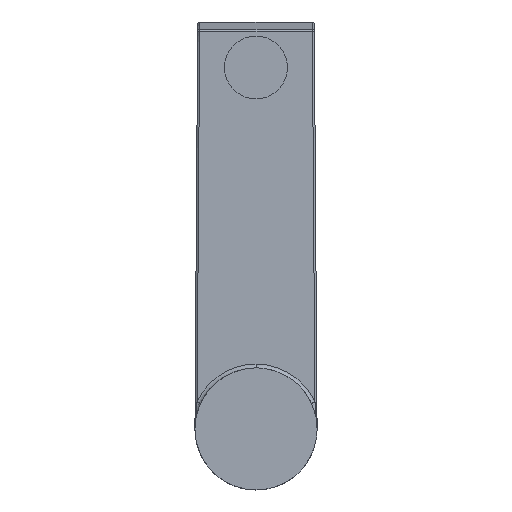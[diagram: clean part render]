
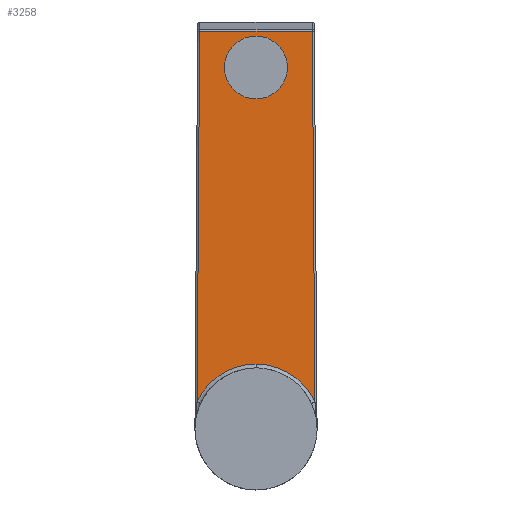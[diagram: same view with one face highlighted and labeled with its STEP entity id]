
A CAD part, front view. The second image highlights one B-rep face of the part: STEP entity #3258.
In plain terms, the highlighted planar face has unit normal (0, -1, 0).
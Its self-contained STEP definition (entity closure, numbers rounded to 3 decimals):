
#5 = CARTESIAN_POINT ( 'NONE',  ( 1.223, 245.7, 25.741 ) ) ;
#125 = CARTESIAN_POINT ( 'NONE',  ( 8.403, 245.7, 24.362 ) ) ;
#134 = CARTESIAN_POINT ( 'NONE',  ( 0., 245.7, 25.741 ) ) ;
#261 = CARTESIAN_POINT ( 'NONE',  ( -22.376, 245.7, 157.852 ) ) ;
#276 = VERTEX_POINT ( 'NONE', #2012 ) ;
#388 = VECTOR ( 'NONE', #1126, 1000. ) ;
#467 = VERTEX_POINT ( 'NONE', #261 ) ;
#478 = EDGE_CURVE ( 'NONE', #3323, #3501, #1926, .T. ) ;
#479 = EDGE_LOOP ( 'NONE', ( #2864, #1664, #557, #3848, #3112 ) ) ;
#533 = CIRCLE ( 'NONE', #2164, 12.5 ) ;
#543 = EDGE_CURVE ( 'NONE', #3323, #467, #2872, .T. ) ;
#557 = ORIENTED_EDGE ( 'NONE', *, *, #478, .T. ) ;
#665 = CARTESIAN_POINT ( 'NONE',  ( 0., 245.7, 157.852 ) ) ;
#683 = CARTESIAN_POINT ( 'NONE',  ( 4.862, 245.7, 25.308 ) ) ;
#690 = AXIS2_PLACEMENT_3D ( 'NONE', #2798, #3114, #1302 ) ;
#697 = PLANE ( 'NONE',  #690 ) ;
#719 = CARTESIAN_POINT ( 'NONE',  ( 0., 245.7, 25.741 ) ) ;
#789 = DIRECTION ( 'NONE',  ( 0., 0., 1. ) ) ;
#805 = CARTESIAN_POINT ( 'NONE',  ( 14.907, 245.7, 21.022 ) ) ;
#808 = DIRECTION ( 'NONE',  ( 0., -1., 0. ) ) ;
#840 = CARTESIAN_POINT ( 'NONE',  ( -0.002, 245.7, 143.524 ) ) ;
#839 = FACE_BOUND ( 'NONE', #856, .T. ) ;
#843 = CARTESIAN_POINT ( 'NONE',  ( -22.276, 245.7, 12.962 ) ) ;
#856 = EDGE_LOOP ( 'NONE', ( #1711, #3838 ) ) ;
#857 = CARTESIAN_POINT ( 'NONE',  ( -22.865, 245.7, 11.893 ) ) ;
#910 = CARTESIAN_POINT ( 'NONE',  ( -23.377, 245.7, 10.782 ) ) ;
#952 = DIRECTION ( 'NONE',  ( 0., 0., 1. ) ) ;
#953 = CARTESIAN_POINT ( 'NONE',  ( -20.946, 245.7, 15.015 ) ) ;
#966 = CARTESIAN_POINT ( 'NONE',  ( -20.211, 245.7, 15.991 ) ) ;
#979 = CARTESIAN_POINT ( 'NONE',  ( -18.604, 245.7, 17.834 ) ) ;
#985 = CARTESIAN_POINT ( 'NONE',  ( -23.377, 245.7, 10.782 ) ) ;
#997 = CARTESIAN_POINT ( 'NONE',  ( -17.739, 245.7, 18.695 ) ) ;
#1012 = CARTESIAN_POINT ( 'NONE',  ( -15.886, 245.7, 20.293 ) ) ;
#1016 = CARTESIAN_POINT ( 'NONE',  ( -14.907, 245.7, 21.022 ) ) ;
#1026 = DIRECTION ( 'NONE',  ( -0.007, 0., 1. ) ) ;
#1031 = CARTESIAN_POINT ( 'NONE',  ( -12.847, 245.7, 22.341 ) ) ;
#1043 = CARTESIAN_POINT ( 'NONE',  ( -11.774, 245.7, 22.924 ) ) ;
#1056 = CARTESIAN_POINT ( 'NONE',  ( -9.548, 245.7, 23.937 ) ) ;
#1069 = CARTESIAN_POINT ( 'NONE',  ( -8.403, 245.7, 24.362 ) ) ;
#1100 = CARTESIAN_POINT ( 'NONE',  ( 17.739, 245.7, 18.695 ) ) ;
#1108 = CARTESIAN_POINT ( 'NONE',  ( -6.056, 245.7, 25.049 ) ) ;
#1126 = DIRECTION ( 'NONE',  ( 0.007, 0., 1. ) ) ;
#1144 = CARTESIAN_POINT ( 'NONE',  ( -4.862, 245.7, 25.308 ) ) ;
#1162 = CARTESIAN_POINT ( 'NONE',  ( -2.441, 245.7, 25.655 ) ) ;
#1189 = CARTESIAN_POINT ( 'NONE',  ( -1.224, 245.7, 25.741 ) ) ;
#1221 = DIRECTION ( 'NONE',  ( 0., -1., 0. ) ) ;
#1222 = VECTOR ( 'NONE', #1026, 1000. ) ;
#1248 = EDGE_CURVE ( 'NONE', #2343, #467, #2545, .T. ) ;
#1268 = CARTESIAN_POINT ( 'NONE',  ( -0.002, 245.7, 143.524 ) ) ;
#1302 = DIRECTION ( 'NONE',  ( 0., 0., 1. ) ) ;
#1309 = CARTESIAN_POINT ( 'NONE',  ( 0., 245.7, 25.741 ) ) ;
#1375 = CARTESIAN_POINT ( 'NONE',  ( -22.356, 245.7, 160.817 ) ) ;
#1436 = CARTESIAN_POINT ( 'NONE',  ( 20.211, 245.7, 15.991 ) ) ;
#1466 = CARTESIAN_POINT ( 'NONE',  ( 23.377, 245.7, 10.782 ) ) ;
#1580 = CARTESIAN_POINT ( 'NONE',  ( 2.441, 245.7, 25.654 ) ) ;
#1664 = ORIENTED_EDGE ( 'NONE', *, *, #543, .F. ) ;
#1711 = ORIENTED_EDGE ( 'NONE', *, *, #2375, .F. ) ;
#1728 = CARTESIAN_POINT ( 'NONE',  ( 22.276, 245.7, 12.962 ) ) ;
#1926 = B_SPLINE_CURVE_WITH_KNOTS ( 'NONE', 3,
 ( #910, #857, #843, #953, #966, #979, #997, #1012, #1016, #1031, #1043, #1056, #1069, #1108, #1144, #1162, #1189, #1309 ),
 .UNSPECIFIED., .F., .F.,
 ( 4, 2, 2, 2, 2, 2, 2, 2, 4 ),
 ( 0., 0.125, 0.25, 0.375, 0.5, 0.625, 0.75, 0.875, 1. ),
 .UNSPECIFIED. ) ;
#1960 = CARTESIAN_POINT ( 'NONE',  ( -0.002, 245.7, 156.024 ) ) ;
#2012 = CARTESIAN_POINT ( 'NONE',  ( -0.002, 245.7, 131.024 ) ) ;
#2016 = CARTESIAN_POINT ( 'NONE',  ( 23.377, 245.7, 10.782 ) ) ;
#2022 = LINE ( 'NONE', #2562, #1222 ) ;
#2103 = CARTESIAN_POINT ( 'NONE',  ( 6.056, 245.7, 25.049 ) ) ;
#2150 = DIRECTION ( 'NONE',  ( -1., 0., 0. ) ) ;
#2164 = AXIS2_PLACEMENT_3D ( 'NONE', #1268, #1221, #952 ) ;
#2173 = CARTESIAN_POINT ( 'NONE',  ( 11.774, 245.7, 22.924 ) ) ;
#2343 = VERTEX_POINT ( 'NONE', #2879 ) ;
#2375 = EDGE_CURVE ( 'NONE', #276, #2714, #3609, .T. ) ;
#2422 = EDGE_CURVE ( 'NONE', #3549, #2343, #2022, .T. ) ;
#2501 = AXIS2_PLACEMENT_3D ( 'NONE', #840, #808, #789 ) ;
#2545 = LINE ( 'NONE', #665, #3791 ) ;
#2562 = CARTESIAN_POINT ( 'NONE',  ( 23.377, 245.7, 10.782 ) ) ;
#2592 = EDGE_CURVE ( 'NONE', #2714, #276, #533, .T. ) ;
#2714 = VERTEX_POINT ( 'NONE', #1960 ) ;
#2721 = B_SPLINE_CURVE_WITH_KNOTS ( 'NONE', 3,
 ( #134, #5, #1580, #683, #2103, #125, #3333, #2173, #3044, #805, #2923, #1100, #3233, #1436, #3517, #1728, #3800, #2016 ),
 .UNSPECIFIED., .F., .F.,
 ( 4, 2, 2, 2, 2, 2, 2, 2, 4 ),
 ( 0., 0.125, 0.25, 0.375, 0.5, 0.625, 0.75, 0.875, 1. ),
 .UNSPECIFIED. ) ;
#2798 = CARTESIAN_POINT ( 'NONE',  ( 0., 245.7, 0. ) ) ;
#2864 = ORIENTED_EDGE ( 'NONE', *, *, #1248, .T. ) ;
#2872 = LINE ( 'NONE', #1375, #388 ) ;
#2879 = CARTESIAN_POINT ( 'NONE',  ( 22.376, 245.7, 157.852 ) ) ;
#2912 = EDGE_CURVE ( 'NONE', #3501, #3549, #2721, .T. ) ;
#2923 = CARTESIAN_POINT ( 'NONE',  ( 15.886, 245.7, 20.293 ) ) ;
#2979 = FACE_OUTER_BOUND ( 'NONE', #479, .T. ) ;
#3044 = CARTESIAN_POINT ( 'NONE',  ( 12.847, 245.7, 22.341 ) ) ;
#3112 = ORIENTED_EDGE ( 'NONE', *, *, #2422, .T. ) ;
#3114 = DIRECTION ( 'NONE',  ( 0., 1., 0. ) ) ;
#3233 = CARTESIAN_POINT ( 'NONE',  ( 18.604, 245.7, 17.834 ) ) ;
#3258 = ADVANCED_FACE ( 'NONE', ( #839, #2979 ), #697, .F. ) ;
#3323 = VERTEX_POINT ( 'NONE', #985 ) ;
#3333 = CARTESIAN_POINT ( 'NONE',  ( 9.548, 245.7, 23.937 ) ) ;
#3501 = VERTEX_POINT ( 'NONE', #719 ) ;
#3517 = CARTESIAN_POINT ( 'NONE',  ( 20.946, 245.7, 15.015 ) ) ;
#3549 = VERTEX_POINT ( 'NONE', #1466 ) ;
#3609 = CIRCLE ( 'NONE', #2501, 12.5 ) ;
#3791 = VECTOR ( 'NONE', #2150, 1000. ) ;
#3800 = CARTESIAN_POINT ( 'NONE',  ( 22.864, 245.7, 11.893 ) ) ;
#3838 = ORIENTED_EDGE ( 'NONE', *, *, #2592, .F. ) ;
#3848 = ORIENTED_EDGE ( 'NONE', *, *, #2912, .T. ) ;
